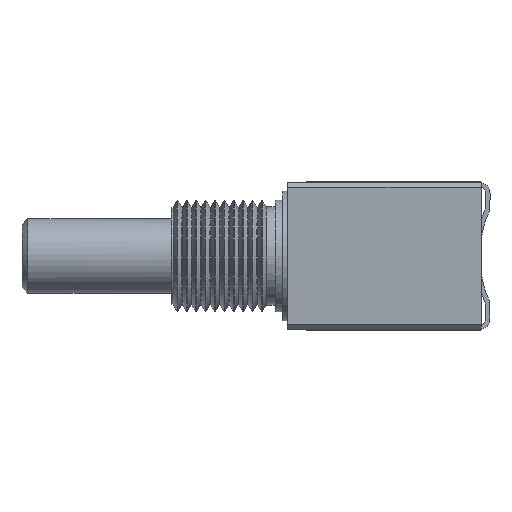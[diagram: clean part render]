
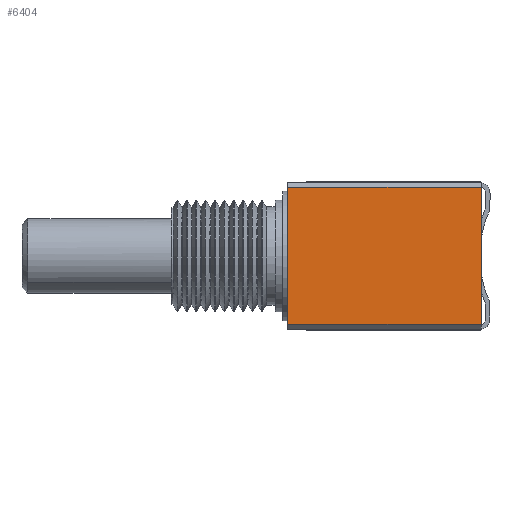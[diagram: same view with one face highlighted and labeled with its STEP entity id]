
A CAD part, top view. The second image highlights one B-rep face of the part: STEP entity #6404.
In plain terms, the highlighted planar face has unit normal (0, 0, 1).
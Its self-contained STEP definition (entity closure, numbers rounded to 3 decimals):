
#5848=CARTESIAN_POINT('',(-8.837,-5.842,13.233));
#5849=VERTEX_POINT('',#5848);
#5856=CARTESIAN_POINT('',(-8.837,5.842,13.233));
#5857=VERTEX_POINT('',#5856);
#5858=CARTESIAN_POINT('',(-8.837,5.842,13.233));
#5859=DIRECTION('',(0.0,-1.0,0.0));
#5860=VECTOR('',#5859,11.684);
#5861=LINE('',#5858,#5860);
#5862=EDGE_CURVE('',#5857,#5849,#5861,.T.);
#6236=CARTESIAN_POINT('',(7.673,5.842,13.233));
#6237=VERTEX_POINT('',#6236);
#6244=CARTESIAN_POINT('',(7.673,-5.842,13.233));
#6245=VERTEX_POINT('',#6244);
#6246=CARTESIAN_POINT('',(7.673,-5.842,13.233));
#6247=DIRECTION('',(0.0,1.0,0.0));
#6248=VECTOR('',#6247,11.684);
#6249=LINE('',#6246,#6248);
#6250=EDGE_CURVE('',#6245,#6237,#6249,.T.);
#6377=CARTESIAN_POINT('',(-8.837,-5.842,13.233));
#6378=DIRECTION('',(1.0,0.0,0.0));
#6379=VECTOR('',#6378,16.51);
#6380=LINE('',#6377,#6379);
#6381=EDGE_CURVE('',#5849,#6245,#6380,.T.);
#6388=CARTESIAN_POINT('',(-8.837,-5.842,13.233));
#6389=DIRECTION('',(0.0,0.0,1.0));
#6390=DIRECTION('',(0.0,-1.0,0.0));
#6391=AXIS2_PLACEMENT_3D('',#6388,#6389,#6390);
#6392=PLANE('',#6391);
#6393=ORIENTED_EDGE('',*,*,#6250,.T.);
#6394=CARTESIAN_POINT('',(-8.837,5.842,13.233));
#6395=DIRECTION('',(1.0,0.0,0.0));
#6396=VECTOR('',#6395,16.51);
#6397=LINE('',#6394,#6396);
#6398=EDGE_CURVE('',#5857,#6237,#6397,.T.);
#6399=ORIENTED_EDGE('',*,*,#6398,.F.);
#6400=ORIENTED_EDGE('',*,*,#5862,.T.);
#6401=ORIENTED_EDGE('',*,*,#6381,.T.);
#6402=EDGE_LOOP('',(#6393,#6399,#6400,#6401));
#6403=FACE_OUTER_BOUND('',#6402,.T.);
#6404=ADVANCED_FACE('',(#6403),#6392,.T.);
